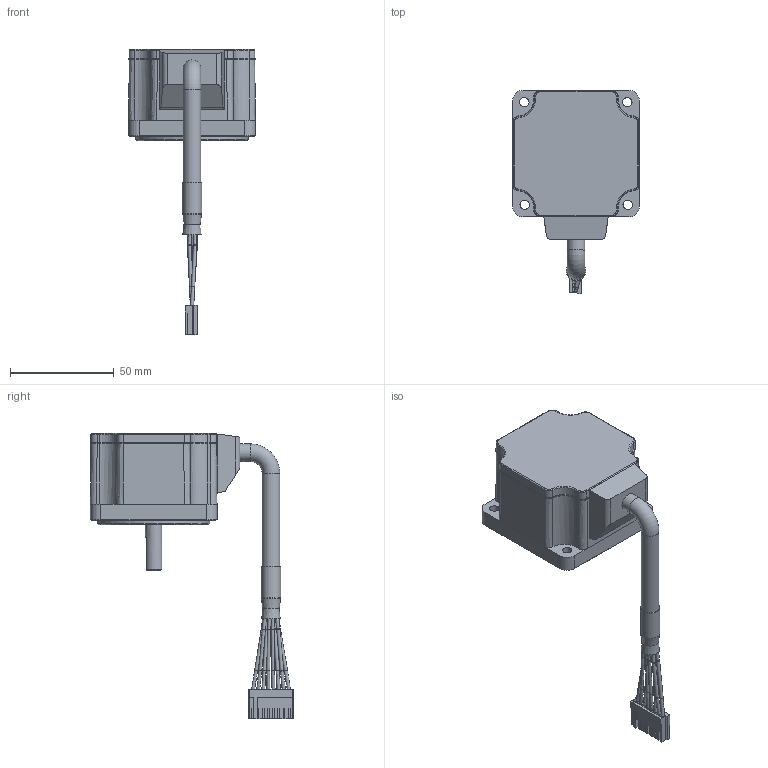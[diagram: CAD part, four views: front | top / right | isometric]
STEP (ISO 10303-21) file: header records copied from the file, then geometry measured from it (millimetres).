
FILE_DESCRIPTION((''),'2;1');
FILE_NAME('K6LS30N2.stp','2014-08-18T10:45:31',('�輺��'),(''),'Autodesk Inventor 2012','Autodesk Inventor 2012','');
FILE_SCHEMA(('CONFIG_CONTROL_DESIGN'));
Length unit declared in the file: inch
Products named in the file (1): Part3
Bounding box: 61.1 x 98 x 137.29 mm (x, y, z)
Volume: 156311.6 mm3; surface area: 32271.7 mm2
Topology: 2 solids, 11 shells, 406 faces, 968 edges, 609 vertices
Faces by surface type: plane 269, cylinder 58, bspline 37, cone 15, revolution 14, torus 13
Full cylindrical faces by diameter (mm): 2.8 x8, 4.5 x4, 7.5 x1, 8 x1, 8.5 x2, 9 x1, 9.4 x1, 54 x1
Entity records: 12192 total; most frequent: CARTESIAN_POINT 2872, DIRECTION 1857, ORIENTED_EDGE 1808, EDGE_CURVE 904, VECTOR 647, LINE 647, VERTEX_POINT 599, AXIS2_PLACEMENT_3D 598
